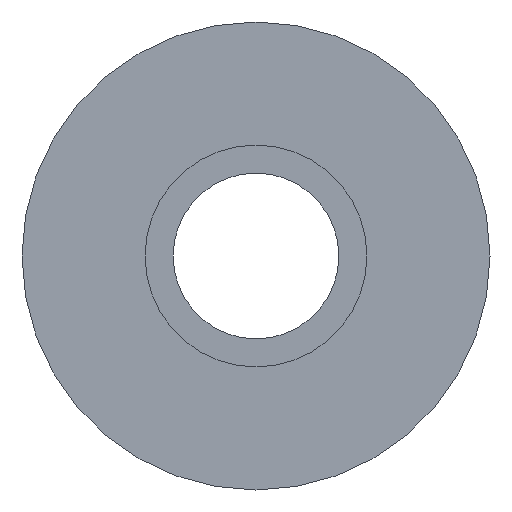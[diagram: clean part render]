
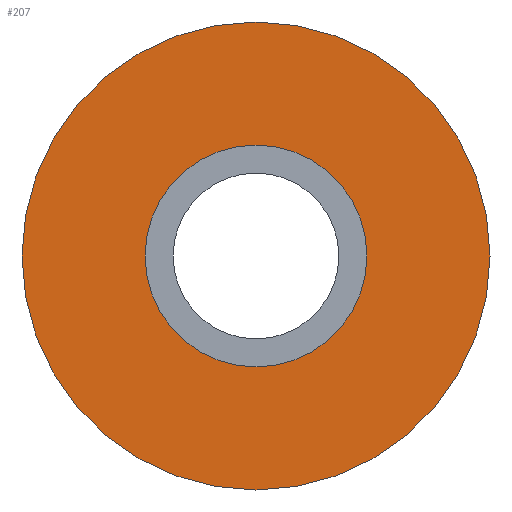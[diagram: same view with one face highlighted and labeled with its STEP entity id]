
A CAD part, front view. The second image highlights one B-rep face of the part: STEP entity #207.
In plain terms, the highlighted planar face has unit normal (0, -1, 0).
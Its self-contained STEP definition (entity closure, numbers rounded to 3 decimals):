
#18=FACE_BOUND('',#55,.T.);
#23=PLANE('',#257);
#37=FACE_OUTER_BOUND('',#54,.T.);
#54=EDGE_LOOP('',(#171));
#55=EDGE_LOOP('',(#172));
#93=CIRCLE('',#256,67.5);
#94=CIRCLE('',#258,25.4);
#109=VERTEX_POINT('',#378);
#110=VERTEX_POINT('',#382);
#130=EDGE_CURVE('',#109,#109,#93,.T.);
#132=EDGE_CURVE('',#110,#110,#94,.T.);
#171=ORIENTED_EDGE('',*,*,#130,.T.);
#172=ORIENTED_EDGE('',*,*,#132,.F.);
#207=ADVANCED_FACE('',(#37,#18),#23,.T.);
#256=AXIS2_PLACEMENT_3D('',#379,#313,#314);
#257=AXIS2_PLACEMENT_3D('',#381,#316,#317);
#258=AXIS2_PLACEMENT_3D('',#383,#318,#319);
#313=DIRECTION('center_axis',(0.,-1.,0.));
#314=DIRECTION('ref_axis',(1.,0.,0.));
#316=DIRECTION('center_axis',(0.,-1.,0.));
#317=DIRECTION('ref_axis',(0.,0.,-1.));
#318=DIRECTION('center_axis',(0.,-1.,0.));
#319=DIRECTION('ref_axis',(1.,0.,0.));
#378=CARTESIAN_POINT('',(-67.5,25.25,0.));
#379=CARTESIAN_POINT('Origin',(0.,25.25,0.));
#381=CARTESIAN_POINT('Origin',(25.4,25.25,0.));
#382=CARTESIAN_POINT('',(-25.4,25.25,0.));
#383=CARTESIAN_POINT('Origin',(0.,25.25,0.));
